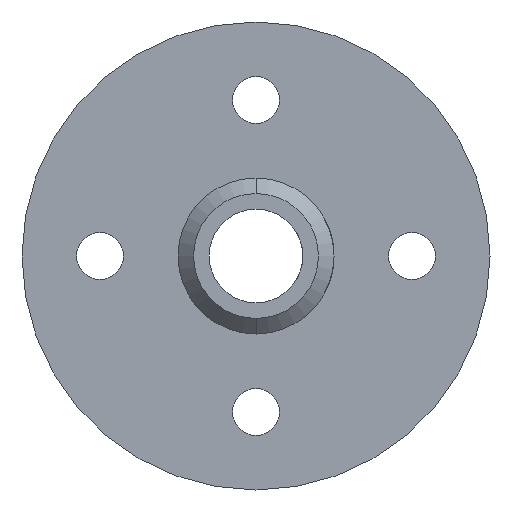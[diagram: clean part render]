
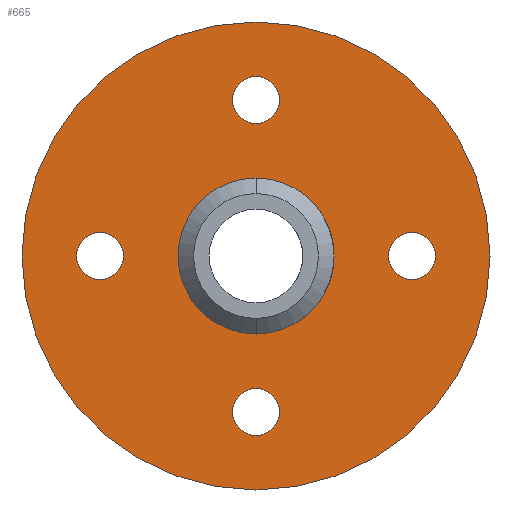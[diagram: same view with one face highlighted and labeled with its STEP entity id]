
A CAD part, left-side view. The second image highlights one B-rep face of the part: STEP entity #665.
In plain terms, the highlighted planar face has unit normal (-1, 0, 0).
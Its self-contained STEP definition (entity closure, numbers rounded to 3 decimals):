
#16 = CARTESIAN_POINT ( 'NONE',  ( 6.4, 0., 11.5 ) ) ;
#18 = CARTESIAN_POINT ( 'NONE',  ( 6.4, 0., 5. ) ) ;
#36 = CIRCLE ( 'NONE', #37, 15. ) ;
#37 = AXIS2_PLACEMENT_3D ( 'NONE', #721, #213, #728 ) ;
#38 = CARTESIAN_POINT ( 'NONE',  ( 6.4, 15., 0. ) ) ;
#43 = CARTESIAN_POINT ( 'NONE',  ( 6.4, 0., 15. ) ) ;
#58 = AXIS2_PLACEMENT_3D ( 'NONE', #788, #474, #220 ) ;
#70 = AXIS2_PLACEMENT_3D ( 'NONE', #116, #179, #554 ) ;
#71 = CARTESIAN_POINT ( 'NONE',  ( 6.4, 0., -11.5 ) ) ;
#85 = DIRECTION ( 'NONE',  ( 1., 0., 0. ) ) ;
#90 = ORIENTED_EDGE ( 'NONE', *, *, #175, .T. ) ;
#93 = DIRECTION ( 'NONE',  ( 1., 0., 0. ) ) ;
#95 = CARTESIAN_POINT ( 'NONE',  ( 6.4, 0., -5. ) ) ;
#98 = EDGE_CURVE ( 'NONE', #531, #637, #511, .T. ) ;
#116 = CARTESIAN_POINT ( 'NONE',  ( 6.4, 10., 0. ) ) ;
#119 = VERTEX_POINT ( 'NONE', #18 ) ;
#121 = CARTESIAN_POINT ( 'NONE',  ( 6.4, -10., 1.5 ) ) ;
#126 = CIRCLE ( 'NONE', #749, 5. ) ;
#131 = EDGE_LOOP ( 'NONE', ( #449, #513 ) ) ;
#135 = EDGE_LOOP ( 'NONE', ( #701, #773 ) ) ;
#150 = AXIS2_PLACEMENT_3D ( 'NONE', #409, #285, #352 ) ;
#160 = CIRCLE ( 'NONE', #58, 1.5 ) ;
#165 = EDGE_CURVE ( 'NONE', #258, #119, #373, .T. ) ;
#168 = AXIS2_PLACEMENT_3D ( 'NONE', #316, #325, #255 ) ;
#175 = EDGE_CURVE ( 'NONE', #367, #242, #160, .T. ) ;
#179 = DIRECTION ( 'NONE',  ( 1., 0., 0. ) ) ;
#192 = DIRECTION ( 'NONE',  ( 1., 0., 0. ) ) ;
#194 = CIRCLE ( 'NONE', #688, 1.5 ) ;
#197 = EDGE_CURVE ( 'NONE', #242, #367, #446, .T. ) ;
#204 = ORIENTED_EDGE ( 'NONE', *, *, #763, .T. ) ;
#213 = DIRECTION ( 'NONE',  ( -1., 0., 0. ) ) ;
#214 = VERTEX_POINT ( 'NONE', #737 ) ;
#219 = FACE_BOUND ( 'NONE', #131, .T. ) ;
#220 = DIRECTION ( 'NONE',  ( 0., 0., -1. ) ) ;
#228 = CIRCLE ( 'NONE', #252, 1.5 ) ;
#233 = DIRECTION ( 'NONE',  ( 1., 0., 0. ) ) ;
#234 = DIRECTION ( 'NONE',  ( 0., 0., -1. ) ) ;
#242 = VERTEX_POINT ( 'NONE', #71 ) ;
#246 = EDGE_CURVE ( 'NONE', #305, #280, #787, .T. ) ;
#250 = EDGE_LOOP ( 'NONE', ( #302, #204 ) ) ;
#252 = AXIS2_PLACEMENT_3D ( 'NONE', #534, #537, #414 ) ;
#255 = DIRECTION ( 'NONE',  ( 0., 0., 1. ) ) ;
#258 = VERTEX_POINT ( 'NONE', #95 ) ;
#280 = VERTEX_POINT ( 'NONE', #627 ) ;
#285 = DIRECTION ( 'NONE',  ( 1., 0., 0. ) ) ;
#286 = DIRECTION ( 'NONE',  ( 0., 0., -1. ) ) ;
#295 = DIRECTION ( 'NONE',  ( 1., 0., 0. ) ) ;
#297 = DIRECTION ( 'NONE',  ( 0., 0., 1. ) ) ;
#302 = ORIENTED_EDGE ( 'NONE', *, *, #707, .T. ) ;
#305 = VERTEX_POINT ( 'NONE', #16 ) ;
#316 = CARTESIAN_POINT ( 'NONE',  ( 6.4, 0., 0. ) ) ;
#318 = CIRCLE ( 'NONE', #580, 1.5 ) ;
#320 = AXIS2_PLACEMENT_3D ( 'NONE', #750, #233, #286 ) ;
#324 = ORIENTED_EDGE ( 'NONE', *, *, #98, .T. ) ;
#325 = DIRECTION ( 'NONE',  ( -1., 0., 0. ) ) ;
#329 = AXIS2_PLACEMENT_3D ( 'NONE', #612, #192, #485 ) ;
#330 = DIRECTION ( 'NONE',  ( -1., 0., 0. ) ) ;
#344 = CARTESIAN_POINT ( 'NONE',  ( 6.4, -10., 0. ) ) ;
#352 = DIRECTION ( 'NONE',  ( 0., 0., -1. ) ) ;
#362 = CIRCLE ( 'NONE', #70, 1.5 ) ;
#363 = FACE_BOUND ( 'NONE', #646, .T. ) ;
#367 = VERTEX_POINT ( 'NONE', #736 ) ;
#373 = CIRCLE ( 'NONE', #557, 5. ) ;
#400 = CARTESIAN_POINT ( 'NONE',  ( 6.4, 0., -15. ) ) ;
#402 = EDGE_CURVE ( 'NONE', #561, #791, #228, .T. ) ;
#404 = DIRECTION ( 'NONE',  ( 0., 0., -1. ) ) ;
#409 = CARTESIAN_POINT ( 'NONE',  ( 6.4, 0., -10. ) ) ;
#414 = DIRECTION ( 'NONE',  ( 0., 0., -1. ) ) ;
#420 = CARTESIAN_POINT ( 'NONE',  ( 6.4, 10., 1.5 ) ) ;
#446 = CIRCLE ( 'NONE', #150, 1.5 ) ;
#449 = ORIENTED_EDGE ( 'NONE', *, *, #402, .T. ) ;
#450 = VERTEX_POINT ( 'NONE', #420 ) ;
#452 = PLANE ( 'NONE',  #573 ) ;
#454 = DIRECTION ( 'NONE',  ( 0., 0., 1. ) ) ;
#474 = DIRECTION ( 'NONE',  ( 1., 0., 0. ) ) ;
#485 = DIRECTION ( 'NONE',  ( 0., 0., -1. ) ) ;
#511 = CIRCLE ( 'NONE', #168, 15. ) ;
#513 = ORIENTED_EDGE ( 'NONE', *, *, #676, .T. ) ;
#516 = DIRECTION ( 'NONE',  ( 0., 0., -1. ) ) ;
#531 = VERTEX_POINT ( 'NONE', #43 ) ;
#534 = CARTESIAN_POINT ( 'NONE',  ( 6.4, -10., 0. ) ) ;
#537 = DIRECTION ( 'NONE',  ( 1., 0., 0. ) ) ;
#549 = EDGE_CURVE ( 'NONE', #637, #531, #36, .T. ) ;
#554 = DIRECTION ( 'NONE',  ( 0., 0., -1. ) ) ;
#557 = AXIS2_PLACEMENT_3D ( 'NONE', #720, #330, #454 ) ;
#561 = VERTEX_POINT ( 'NONE', #659 ) ;
#568 = FACE_OUTER_BOUND ( 'NONE', #803, .T. ) ;
#572 = ORIENTED_EDGE ( 'NONE', *, *, #549, .T. ) ;
#573 = AXIS2_PLACEMENT_3D ( 'NONE', #38, #85, #516 ) ;
#580 = AXIS2_PLACEMENT_3D ( 'NONE', #344, #93, #404 ) ;
#607 = FACE_BOUND ( 'NONE', #135, .T. ) ;
#612 = CARTESIAN_POINT ( 'NONE',  ( 6.4, 0., 10. ) ) ;
#615 = CARTESIAN_POINT ( 'NONE',  ( 6.4, 0., 0. ) ) ;
#627 = CARTESIAN_POINT ( 'NONE',  ( 6.4, 0., 8.5 ) ) ;
#637 = VERTEX_POINT ( 'NONE', #400 ) ;
#646 = EDGE_LOOP ( 'NONE', ( #653, #654 ) ) ;
#653 = ORIENTED_EDGE ( 'NONE', *, *, #754, .T. ) ;
#654 = ORIENTED_EDGE ( 'NONE', *, *, #246, .T. ) ;
#659 = CARTESIAN_POINT ( 'NONE',  ( 6.4, -10., -1.5 ) ) ;
#665 = ADVANCED_FACE ( 'NONE', ( #739, #725, #219, #363, #607, #568 ), #452, .F. ) ;
#675 = CARTESIAN_POINT ( 'NONE',  ( 6.4, 10., 0. ) ) ;
#676 = EDGE_CURVE ( 'NONE', #791, #561, #318, .T. ) ;
#688 = AXIS2_PLACEMENT_3D ( 'NONE', #675, #295, #234 ) ;
#693 = ORIENTED_EDGE ( 'NONE', *, *, #197, .T. ) ;
#701 = ORIENTED_EDGE ( 'NONE', *, *, #751, .F. ) ;
#707 = EDGE_CURVE ( 'NONE', #214, #450, #194, .T. ) ;
#711 = EDGE_LOOP ( 'NONE', ( #693, #90 ) ) ;
#720 = CARTESIAN_POINT ( 'NONE',  ( 6.4, 0., 0. ) ) ;
#721 = CARTESIAN_POINT ( 'NONE',  ( 6.4, 0., 0. ) ) ;
#725 = FACE_BOUND ( 'NONE', #711, .T. ) ;
#728 = DIRECTION ( 'NONE',  ( 0., 0., 1. ) ) ;
#736 = CARTESIAN_POINT ( 'NONE',  ( 6.4, 0., -8.5 ) ) ;
#737 = CARTESIAN_POINT ( 'NONE',  ( 6.4, 10., -1.5 ) ) ;
#739 = FACE_BOUND ( 'NONE', #250, .T. ) ;
#749 = AXIS2_PLACEMENT_3D ( 'NONE', #615, #811, #297 ) ;
#750 = CARTESIAN_POINT ( 'NONE',  ( 6.4, 0., 10. ) ) ;
#751 = EDGE_CURVE ( 'NONE', #119, #258, #126, .T. ) ;
#754 = EDGE_CURVE ( 'NONE', #280, #305, #777, .T. ) ;
#763 = EDGE_CURVE ( 'NONE', #450, #214, #362, .T. ) ;
#773 = ORIENTED_EDGE ( 'NONE', *, *, #165, .F. ) ;
#777 = CIRCLE ( 'NONE', #320, 1.5 ) ;
#787 = CIRCLE ( 'NONE', #329, 1.5 ) ;
#788 = CARTESIAN_POINT ( 'NONE',  ( 6.4, 0., -10. ) ) ;
#791 = VERTEX_POINT ( 'NONE', #121 ) ;
#803 = EDGE_LOOP ( 'NONE', ( #324, #572 ) ) ;
#811 = DIRECTION ( 'NONE',  ( -1., 0., 0. ) ) ;
